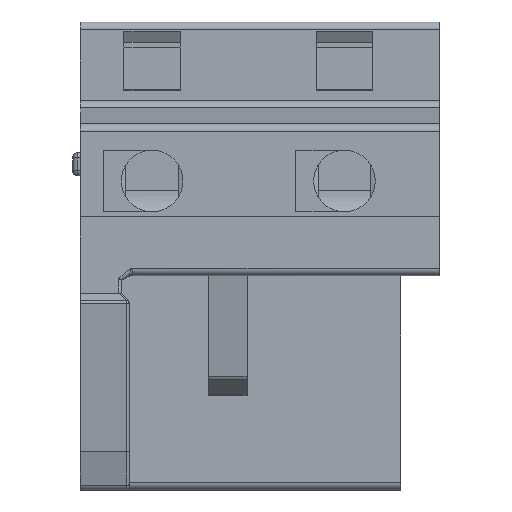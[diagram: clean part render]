
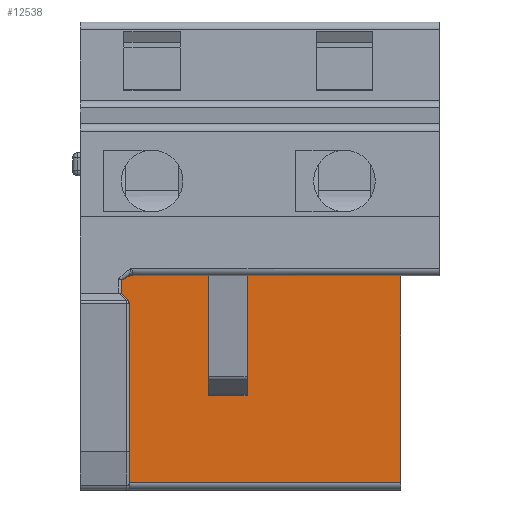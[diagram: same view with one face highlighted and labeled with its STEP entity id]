
A CAD part, front view. The second image highlights one B-rep face of the part: STEP entity #12538.
In plain terms, the highlighted planar face has unit normal (0, -1, 0).
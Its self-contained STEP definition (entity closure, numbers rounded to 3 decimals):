
#964=DIRECTION('',(0.,0.,-1.));
#965=VECTOR('',#964,8.05);
#966=CARTESIAN_POINT('',(-10.3,-2.8,-9.9));
#967=LINE('',#966,#965);
#1652=DIRECTION('',(0.,0.,1.));
#1653=VECTOR('',#1652,8.05);
#1654=CARTESIAN_POINT('',(2.2,-2.8,-17.95));
#1655=LINE('',#1654,#1653);
#1754=DIRECTION('',(1.,0.,0.));
#1755=VECTOR('',#1754,12.5);
#1756=CARTESIAN_POINT('',(-10.3,-2.8,-17.95));
#1757=LINE('',#1756,#1755);
#1758=DIRECTION('',(1.,0.,0.));
#1759=VECTOR('',#1758,12.5);
#1760=CARTESIAN_POINT('',(-10.3,-2.8,-9.9));
#1761=LINE('',#1760,#1759);
#8570=CARTESIAN_POINT('',(2.2,-2.8,-9.9));
#8571=VERTEX_POINT('',#8570);
#8576=CARTESIAN_POINT('',(2.2,-2.8,-17.95));
#8577=VERTEX_POINT('',#8576);
#10206=CARTESIAN_POINT('',(-10.3,-2.8,-9.9));
#10207=VERTEX_POINT('',#10206);
#10208=CARTESIAN_POINT('',(-10.3,-2.8,-17.95));
#10209=VERTEX_POINT('',#10208);
#12527=CARTESIAN_POINT('',(-1.55,-2.8,-13.925));
#12528=DIRECTION('',(0.,1.,0.));
#12529=DIRECTION('',(0.,0.,-1.));
#12530=AXIS2_PLACEMENT_3D('',#12527,#12528,#12529);
#12531=PLANE('',#12530);
#12532=ORIENTED_EDGE('',*,*,#12521,.F.);
#12533=ORIENTED_EDGE('',*,*,#11739,.F.);
#12534=ORIENTED_EDGE('',*,*,#11647,.T.);
#12535=ORIENTED_EDGE('',*,*,#12390,.F.);
#12536=EDGE_LOOP('',(#12532,#12533,#12534,#12535));
#12537=FACE_OUTER_BOUND('',#12536,.F.);
#11647=EDGE_CURVE('',#10207,#8571,#1761,.T.);
#11739=EDGE_CURVE('',#10207,#10209,#967,.T.);
#12390=EDGE_CURVE('',#8577,#8571,#1655,.T.);
#12521=EDGE_CURVE('',#10209,#8577,#1757,.T.);
#12538=ADVANCED_FACE('',(#12537),#12531,.F.);
